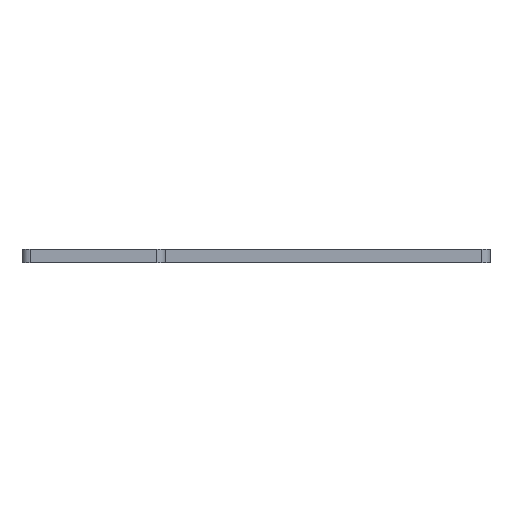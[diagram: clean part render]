
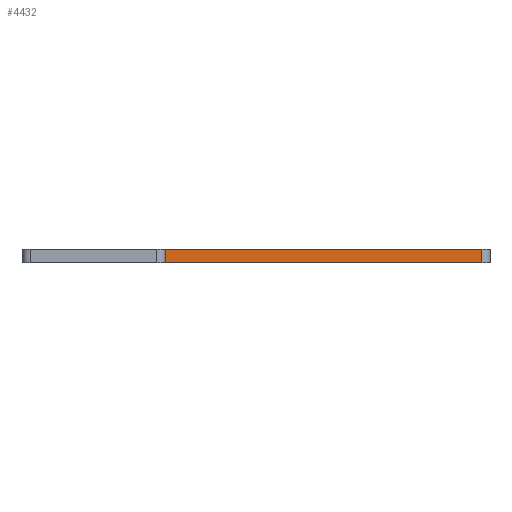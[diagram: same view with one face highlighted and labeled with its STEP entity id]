
A CAD part, left-side view. The second image highlights one B-rep face of the part: STEP entity #4432.
In plain terms, the highlighted planar face has unit normal (-1, 0, 0).
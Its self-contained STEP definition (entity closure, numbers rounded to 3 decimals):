
#37 = LINE ( 'NONE', #722, #3240 ) ;
#54 = VERTEX_POINT ( 'NONE', #2809 ) ;
#85 = ORIENTED_EDGE ( 'NONE', *, *, #2318, .F. ) ;
#99 = ORIENTED_EDGE ( 'NONE', *, *, #2885, .T. ) ;
#111 = ORIENTED_EDGE ( 'NONE', *, *, #3157, .T. ) ;
#136 = ORIENTED_EDGE ( 'NONE', *, *, #4613, .F. ) ;
#501 = CARTESIAN_POINT ( 'NONE',  ( -13., 3., 2.5 ) ) ;
#594 = EDGE_LOOP ( 'NONE', ( #85, #99, #111, #136 ) ) ;
#635 = VECTOR ( 'NONE', #2108, 1000. ) ;
#651 = CARTESIAN_POINT ( 'NONE',  ( -13., -54.5, 2.5 ) ) ;
#689 = DIRECTION ( 'NONE',  ( 0., -1., 0. ) ) ;
#722 = CARTESIAN_POINT ( 'NONE',  ( -13., -56., 0. ) ) ;
#738 = DIRECTION ( 'NONE',  ( 0., 0., -1. ) ) ;
#1783 = DIRECTION ( 'NONE',  ( 0., 0., -1. ) ) ;
#1811 = CARTESIAN_POINT ( 'NONE',  ( -13., 3., 2.5 ) ) ;
#1861 = VERTEX_POINT ( 'NONE', #2915 ) ;
#1971 = VECTOR ( 'NONE', #1783, 1000. ) ;
#1993 = CARTESIAN_POINT ( 'NONE',  ( -13., 29., 2.5 ) ) ;
#2108 = DIRECTION ( 'NONE',  ( 0., -1., 0. ) ) ;
#2318 = EDGE_CURVE ( 'NONE', #4589, #54, #3982, .T. ) ;
#2809 = CARTESIAN_POINT ( 'NONE',  ( -13., -54.5, 2.5 ) ) ;
#2885 = EDGE_CURVE ( 'NONE', #4589, #6169, #3327, .T. ) ;
#2915 = CARTESIAN_POINT ( 'NONE',  ( -13., -54.5, 0. ) ) ;
#2960 = VECTOR ( 'NONE', #738, 1000. ) ;
#3157 = EDGE_CURVE ( 'NONE', #6169, #1861, #37, .T. ) ;
#3240 = VECTOR ( 'NONE', #689, 1000. ) ;
#3327 = LINE ( 'NONE', #1811, #1971 ) ;
#3982 = LINE ( 'NONE', #1993, #635 ) ;
#4432 = ADVANCED_FACE ( 'NONE', ( #5116 ), #6124, .T. ) ;
#4442 = LINE ( 'NONE', #651, #2960 ) ;
#4512 = CARTESIAN_POINT ( 'NONE',  ( -13., 3., 0. ) ) ;
#4589 = VERTEX_POINT ( 'NONE', #501 ) ;
#4613 = EDGE_CURVE ( 'NONE', #54, #1861, #4442, .T. ) ;
#5116 = FACE_OUTER_BOUND ( 'NONE', #594, .T. ) ;
#5281 = AXIS2_PLACEMENT_3D ( 'NONE', #6226, #6249, #6257 ) ;
#6124 = PLANE ( 'NONE',  #5281 ) ;
#6169 = VERTEX_POINT ( 'NONE', #4512 ) ;
#6226 = CARTESIAN_POINT ( 'NONE',  ( -13., -56., 2.5 ) ) ;
#6249 = DIRECTION ( 'NONE',  ( -1., 0., 0. ) ) ;
#6257 = DIRECTION ( 'NONE',  ( 0., -1., 0. ) ) ;
